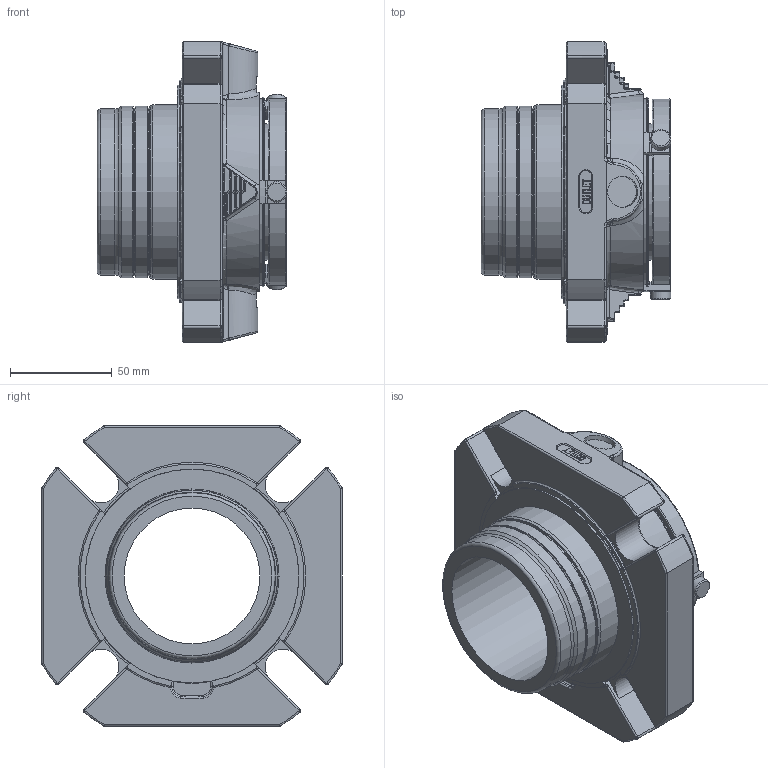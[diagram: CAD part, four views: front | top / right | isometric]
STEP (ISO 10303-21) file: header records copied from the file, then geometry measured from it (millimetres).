
FILE_DESCRIPTION(/* description */ ('Unknown'),/* implementation_level */ '2;1');
FILE_NAME(/* name */ '2.625',/* time_stamp */ '2023-01-30T14:43:02+00:00',/* author */ ('Unknown'),/* organization */ ('Unknown'),/* preprocessor_version */ 'ST-DEVELOPER v16.7',/* originating_system */ 'Solid Edge',/* authorisation */ 'Unknown');
FILE_SCHEMA (('AUTOMOTIVE_DESIGN {1 0 10303 214 3 1 1}'));
Length unit declared in the file: millimetre
Products named in the file (1): 2.625
Bounding box: 93.24 x 147.32 x 147.32 mm (x, y, z)
Volume: 510466.2 mm3; surface area: 93619.8 mm2
Topology: 1 solids, 1 shells, 1214 faces, 3156 edges, 1996 vertices
Faces by surface type: plane 457, cylinder 342, bspline 245, torus 108, sphere 39, cone 23
Full cylindrical faces by diameter (mm): 4.316 x2, 4.837 x2, 10 x3, 15.342 x2, 66.675 x1, 66.777 x1, 69.825 x1, 81.509 x1, 82.169 x2, 84.201 x1, 84.252 x1, 85.446 x1, 91.567 x2, 93.091 x1, 105 x1
Entity records: 42131 total; most frequent: CARTESIAN_POINT 15289, ORIENTED_EDGE 6162, DIRECTION 4565, EDGE_CURVE 3081, VERTEX_POINT 1976, AXIS2_PLACEMENT_3D 1669, EDGE_LOOP 1343, FACE_BOUND 1343
